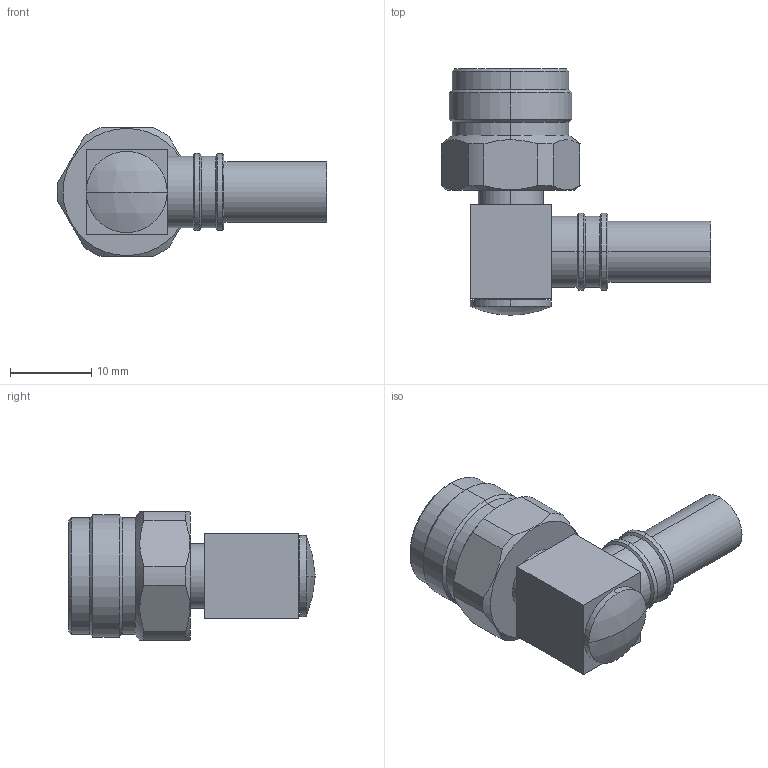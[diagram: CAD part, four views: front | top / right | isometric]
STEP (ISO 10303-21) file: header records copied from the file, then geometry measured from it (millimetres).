
FILE_DESCRIPTION (( 'STEP AP214' ), '1' );
FILE_NAME ('TC-240-TM-RA-D-LC_3D.step', '2025-03-27T20:46:33', ( '' ), ( '' ), 'SwSTEP 2.0', 'SolidWorks 2022', '' );
FILE_SCHEMA (( 'AUTOMOTIVE_DESIGN' ));
Length unit declared in the file: inch
Products named in the file (4): TC-240-TM-RA-D-LC_3D; TC-240-TM-RA-D_ferrule; TC-240-TM-RA-D_cap; TC-240-TM-RA-D_body
Assembly tree (3 placements, depth 2):
  TC-240-TM-RA-D-LC_3D
    TC-240-TM-RA-D_body
    TC-240-TM-RA-D_cap
    TC-240-TM-RA-D_ferrule
Bounding box: 33.29 x 30.38 x 15.88 mm (x, y, z)
Volume: 4418.9 mm3; surface area: 4048 mm2
Topology: 5 solids, 5 shells, 201 faces, 414 edges, 239 vertices
Faces by surface type: cone 100, cylinder 58, plane 35, torus 6, sphere 2
Entity records: 5538 total; most frequent: DIRECTION 1034, CARTESIAN_POINT 964, ORIENTED_EDGE 828, AXIS2_PLACEMENT_3D 429, EDGE_CURVE 414, VERTEX_POINT 239, CIRCLE 222, EDGE_LOOP 221
